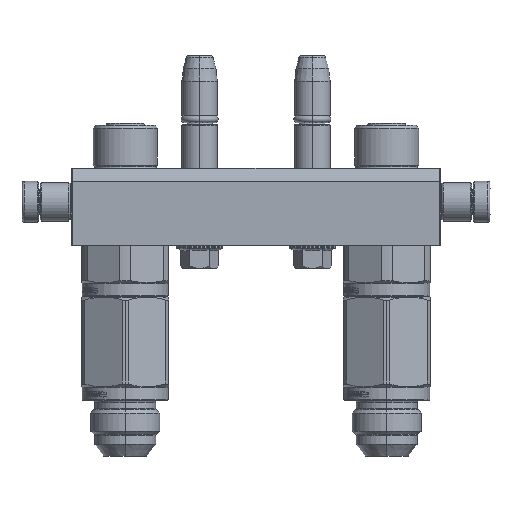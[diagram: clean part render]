
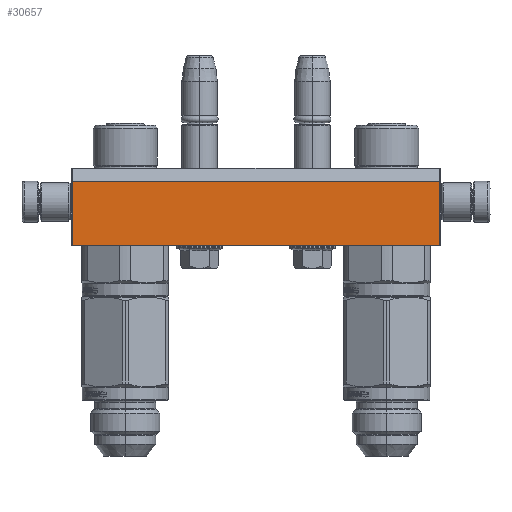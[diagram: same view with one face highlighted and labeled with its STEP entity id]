
A CAD part, left-side view. The second image highlights one B-rep face of the part: STEP entity #30657.
In plain terms, the highlighted face is planar.
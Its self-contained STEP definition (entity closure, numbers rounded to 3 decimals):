
#2838 = LINE ( 'NONE', #56525, #16734 ) ;
#2994 = AXIS2_PLACEMENT_3D ( 'NONE', #16706, #33976, #56259 ) ;
#3507 = DIRECTION ( 'NONE',  ( -1., 0., 0. ) ) ;
#9054 = CARTESIAN_POINT ( 'NONE',  ( 0.5, 5., -90. ) ) ;
#9927 = VERTEX_POINT ( 'NONE', #55721 ) ;
#10246 = CARTESIAN_POINT ( 'NONE',  ( 143.5, 5., -90. ) ) ;
#11191 = ORIENTED_EDGE ( 'NONE', *, *, #35286, .F. ) ;
#11949 = VECTOR ( 'NONE', #49207, 1000. ) ;
#13132 = FACE_OUTER_BOUND ( 'NONE', #28860, .T. ) ;
#14892 = VERTEX_POINT ( 'NONE', #9054 ) ;
#16706 = CARTESIAN_POINT ( 'NONE',  ( 144., 0., -90. ) ) ;
#16734 = VECTOR ( 'NONE', #29919, 1000. ) ;
#17503 = EDGE_CURVE ( 'NONE', #14892, #33165, #2838, .T. ) ;
#18052 = VECTOR ( 'NONE', #30717, 1000. ) ;
#19698 = ORIENTED_EDGE ( 'NONE', *, *, #29290, .T. ) ;
#22336 = LINE ( 'NONE', #39491, #44059 ) ;
#23787 = LINE ( 'NONE', #40801, #11949 ) ;
#27488 = ORIENTED_EDGE ( 'NONE', *, *, #17503, .T. ) ;
#27947 = ORIENTED_EDGE ( 'NONE', *, *, #54605, .F. ) ;
#28628 = LINE ( 'NONE', #39937, #18052 ) ;
#28860 = EDGE_LOOP ( 'NONE', ( #27947, #11191, #19698, #27488 ) ) ;
#29290 = EDGE_CURVE ( 'NONE', #54465, #14892, #23787, .T. ) ;
#29919 = DIRECTION ( 'NONE',  ( 0., 1., 0. ) ) ;
#30657 = ADVANCED_FACE ( 'NONE', ( #13132 ), #43546, .T. ) ;
#30717 = DIRECTION ( 'NONE',  ( 0., 1., 0. ) ) ;
#33050 = CARTESIAN_POINT ( 'NONE',  ( 0.5, 30., -90. ) ) ;
#33165 = VERTEX_POINT ( 'NONE', #33050 ) ;
#33976 = DIRECTION ( 'NONE',  ( 0., 0., -1. ) ) ;
#35286 = EDGE_CURVE ( 'NONE', #54465, #9927, #28628, .T. ) ;
#39491 = CARTESIAN_POINT ( 'NONE',  ( 143.5, 30., -90. ) ) ;
#39937 = CARTESIAN_POINT ( 'NONE',  ( 143.5, 5., -90. ) ) ;
#40801 = CARTESIAN_POINT ( 'NONE',  ( 143.5, 5., -90. ) ) ;
#43546 = PLANE ( 'NONE',  #2994 ) ;
#44059 = VECTOR ( 'NONE', #3507, 1000. ) ;
#49207 = DIRECTION ( 'NONE',  ( -1., 0., 0. ) ) ;
#54465 = VERTEX_POINT ( 'NONE', #10246 ) ;
#54605 = EDGE_CURVE ( 'NONE', #9927, #33165, #22336, .T. ) ;
#55721 = CARTESIAN_POINT ( 'NONE',  ( 143.5, 30., -90. ) ) ;
#56259 = DIRECTION ( 'NONE',  ( -1., 0., 0. ) ) ;
#56525 = CARTESIAN_POINT ( 'NONE',  ( 0.5, 5., -90. ) ) ;
